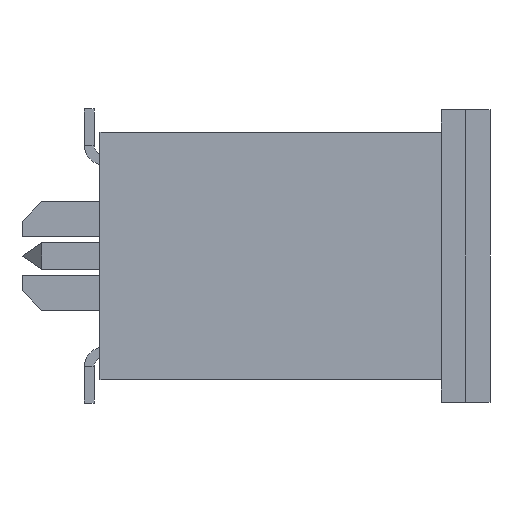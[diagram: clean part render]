
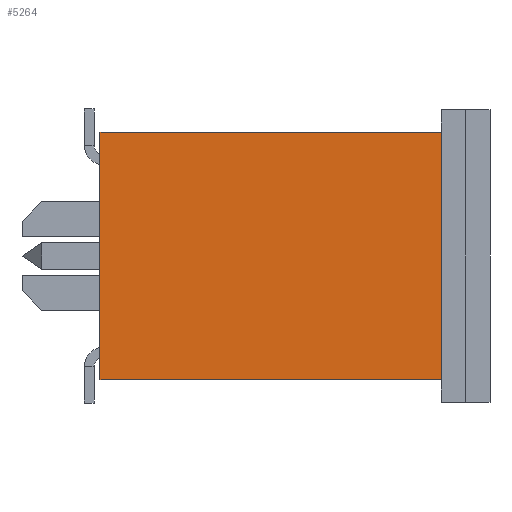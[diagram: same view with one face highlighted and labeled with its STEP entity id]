
A CAD part, left-side view. The second image highlights one B-rep face of the part: STEP entity #5264.
In plain terms, the highlighted planar face has unit normal (-1, 0, 0).
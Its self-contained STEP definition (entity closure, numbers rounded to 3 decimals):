
#1=DIRECTION('',(0.,0.,-1.));
#2=VECTOR('',#1,5.08);
#3=CARTESIAN_POINT('',(0.,7.,5.08));
#4=LINE('4401',#3,#2);
#341=DIRECTION('',(0.,-1.,0.));
#342=VECTOR('',#341,7.);
#343=CARTESIAN_POINT('',(0.,7.,0.));
#344=LINE('3975',#343,#342);
#361=DIRECTION('',(0.,0.,-1.));
#362=VECTOR('',#361,5.08);
#363=CARTESIAN_POINT('',(0.,0.,5.08));
#364=LINE('3973',#363,#362);
#381=DIRECTION('',(0.,1.,0.));
#382=VECTOR('',#381,7.);
#383=CARTESIAN_POINT('',(0.,0.,5.08));
#384=LINE('4403',#383,#382);
#3697=CARTESIAN_POINT('',(0.,0.,5.08));
#3698=CARTESIAN_POINT('',(0.,0.,0.));
#3699=VERTEX_POINT('',#3697);
#3700=VERTEX_POINT('',#3698);
#3705=CARTESIAN_POINT('',(0.,7.,0.));
#3706=VERTEX_POINT('',#3705);
#4237=CARTESIAN_POINT('',(0.,7.,5.08));
#4238=VERTEX_POINT('',#4237);
#5252=CARTESIAN_POINT('',(0.,7.,5.08));
#5253=DIRECTION('',(-1.,0.,0.));
#5254=DIRECTION('',(0.,0.,-1.));
#5255=AXIS2_PLACEMENT_3D('',#5252,#5253,#5254);
#5256=PLANE('3577',#5255);
#5257=ORIENTED_EDGE('4401',*,*,#4802,.F.);
#5259=ORIENTED_EDGE('4403',*,*,#5258,.F.);
#5260=ORIENTED_EDGE('3973',*,*,#5171,.T.);
#5261=ORIENTED_EDGE('3975',*,*,#5115,.F.);
#5262=EDGE_LOOP('3577',(#5257,#5259,#5260,#5261));
#5263=FACE_OUTER_BOUND('3577',#5262,.F.);
#5264=ADVANCED_FACE('3577',(#5263),#5256,.T.);
#4802=EDGE_CURVE('4401',#4238,#3706,#4,.T.);
#5115=EDGE_CURVE('3975',#3706,#3700,#344,.T.);
#5171=EDGE_CURVE('3973',#3699,#3700,#364,.T.);
#5258=EDGE_CURVE('4403',#3699,#4238,#384,.T.);
